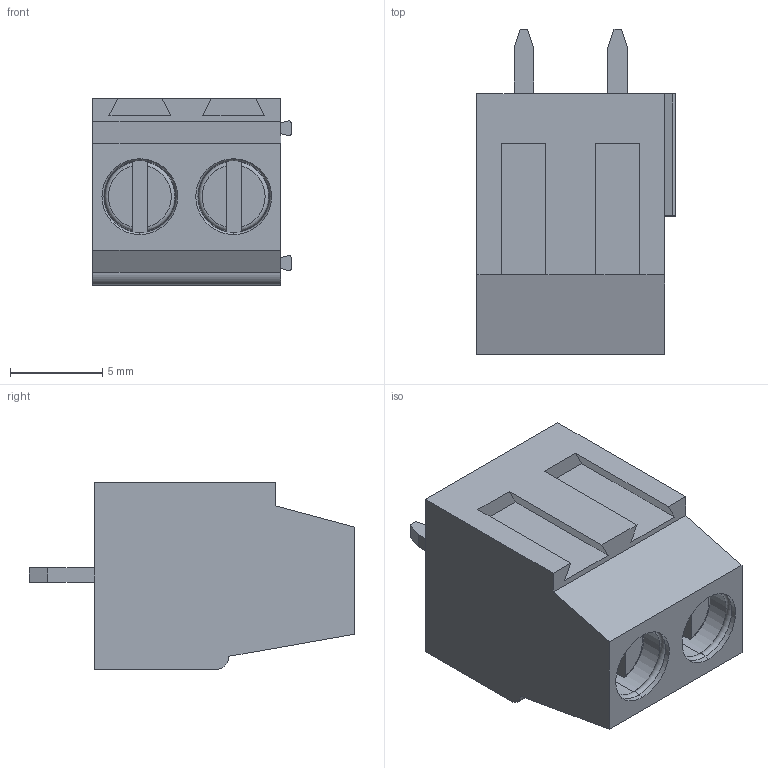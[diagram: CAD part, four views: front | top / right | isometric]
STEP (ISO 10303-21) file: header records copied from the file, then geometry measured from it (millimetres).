
FILE_DESCRIPTION((''),'2;1');
FILE_NAME('DB128L-508-2P','2022-06-03T',('86134'),(''),'PRO/ENGINEER BY PARAMETRIC TECHNOLOGY CORPORATION, 2010280','PRO/ENGINEER BY PARAMETRIC TECHNOLOGY CORPORATION, 2010280','');
FILE_SCHEMA(('CONFIG_CONTROL_DESIGN'));
Length unit declared in the file: millimetre
Products named in the file (1): DB128L-508-2P
Bounding box: 10.73 x 17.6 x 10.1 mm (x, y, z)
Volume: 1161.3 mm3; surface area: 1052.9 mm2
Topology: 1 solids, 9 shells, 247 faces, 615 edges, 407 vertices
Faces by surface type: plane 170, cylinder 45, torus 12, extrusion 8, cone 8, bspline 4
Entity records: 8079 total; most frequent: CARTESIAN_POINT 2126, ORIENTED_EDGE 1230, DIRECTION 1180, EDGE_CURVE 615, VECTOR 432, LINE 424, VERTEX_POINT 407, AXIS2_PLACEMENT_3D 374
